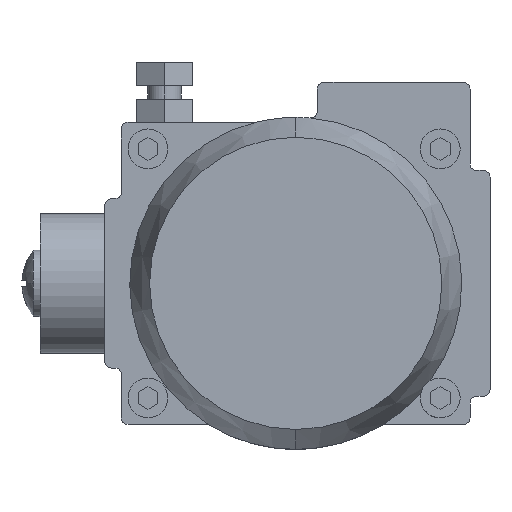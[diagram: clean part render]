
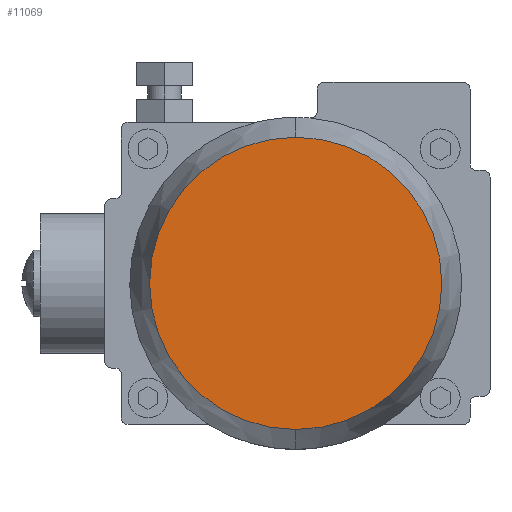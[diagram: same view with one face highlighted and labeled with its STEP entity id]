
A CAD part, left-side view. The second image highlights one B-rep face of the part: STEP entity #11069.
In plain terms, the highlighted planar face has unit normal (-1, 0, 0).
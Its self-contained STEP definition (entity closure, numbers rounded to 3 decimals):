
#726 = PLANE ( 'NONE',  #9469 ) ;
#1372 = CARTESIAN_POINT ( 'NONE',  ( -128.5, 0., 0. ) ) ;
#1537 = DIRECTION ( 'NONE',  ( 0., 0., -1. ) ) ;
#1883 = CARTESIAN_POINT ( 'NONE',  ( -128.5, 0., 44. ) ) ;
#2764 = DIRECTION ( 'NONE',  ( 1., 0., 0. ) ) ;
#3361 = VERTEX_POINT ( 'NONE', #1883 ) ;
#4587 = VERTEX_POINT ( 'NONE', #14056 ) ;
#4681 = ORIENTED_EDGE ( 'NONE', *, *, #6147, .F. ) ;
#5786 = DIRECTION ( 'NONE',  ( 0., 0., 1. ) ) ;
#6147 = EDGE_CURVE ( 'NONE', #3361, #4587, #12347, .T. ) ;
#7212 = FACE_OUTER_BOUND ( 'NONE', #14864, .T. ) ;
#7795 = DIRECTION ( 'NONE',  ( 0., 0., -1. ) ) ;
#8115 = CARTESIAN_POINT ( 'NONE',  ( -128.5, 44., 0. ) ) ;
#8366 = DIRECTION ( 'NONE',  ( -1., 0., 0. ) ) ;
#9050 = CARTESIAN_POINT ( 'NONE',  ( -128.5, 0., 0. ) ) ;
#9135 = AXIS2_PLACEMENT_3D ( 'NONE', #9050, #14135, #7795 ) ;
#9429 = EDGE_CURVE ( 'NONE', #4587, #3361, #11587, .T. ) ;
#9469 = AXIS2_PLACEMENT_3D ( 'NONE', #8115, #8366, #5786 ) ;
#11069 = ADVANCED_FACE ( 'NONE', ( #7212 ), #726, .T. ) ;
#11587 = CIRCLE ( 'NONE', #15825, 44. ) ;
#12347 = CIRCLE ( 'NONE', #9135, 44. ) ;
#14056 = CARTESIAN_POINT ( 'NONE',  ( -128.5, 0., -44. ) ) ;
#14135 = DIRECTION ( 'NONE',  ( 1., 0., 0. ) ) ;
#14512 = ORIENTED_EDGE ( 'NONE', *, *, #9429, .F. ) ;
#14864 = EDGE_LOOP ( 'NONE', ( #14512, #4681 ) ) ;
#15825 = AXIS2_PLACEMENT_3D ( 'NONE', #1372, #2764, #1537 ) ;
